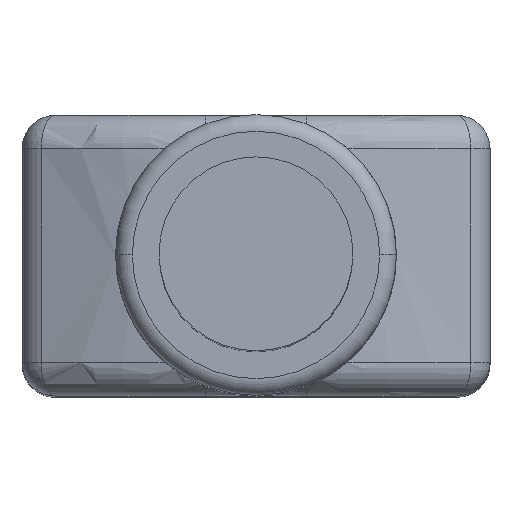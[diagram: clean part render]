
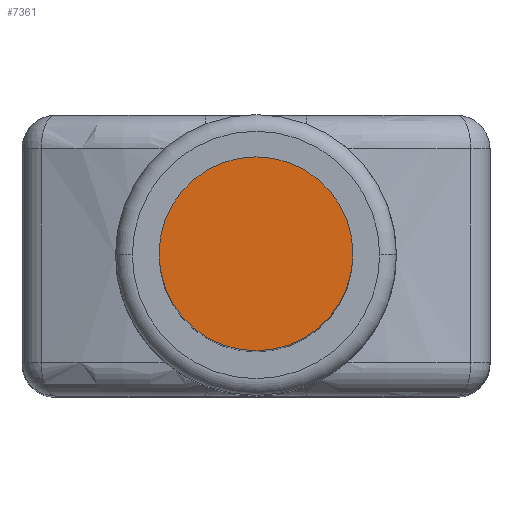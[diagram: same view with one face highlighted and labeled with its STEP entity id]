
A CAD part, top view. The second image highlights one B-rep face of the part: STEP entity #7361.
In plain terms, the highlighted planar face has unit normal (0, 0, 1).
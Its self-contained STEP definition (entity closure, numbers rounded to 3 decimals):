
#33 = CARTESIAN_POINT ( 'NONE',  ( -2.9, -4.2, 62.391 ) ) ;
#34 = CARTESIAN_POINT ( 'NONE',  ( 2.9, -4.2, 62.391 ) ) ;
#266 = AXIS2_PLACEMENT_3D ( 'NONE', #7140, #7141, #7142 ) ;
#715 = CIRCLE ( 'NONE', #744, 2.9 ) ;
#744 = AXIS2_PLACEMENT_3D ( 'NONE', #1058, #1059, #1060 ) ;
#1058 = CARTESIAN_POINT ( 'NONE',  ( 0., -4.2, 62.391 ) ) ;
#1059 = DIRECTION ( 'NONE',  ( 0., 0., 1. ) ) ;
#1060 = DIRECTION ( 'NONE',  ( 1., 0., 0. ) ) ;
#1822 = PLANE ( 'NONE',  #4173 ) ;
#1824 = CARTESIAN_POINT ( 'NONE',  ( 0., -4.2, 62.391 ) ) ;
#1828 = FACE_OUTER_BOUND ( 'NONE', #4565, .T. ) ;
#1830 = DIRECTION ( 'NONE',  ( 0., 0., 1. ) ) ;
#1831 = DIRECTION ( 'NONE',  ( 1., 0., 0. ) ) ;
#2317 = CIRCLE ( 'NONE', #266, 2.9 ) ;
#4173 = AXIS2_PLACEMENT_3D ( 'NONE', #1824, #1830, #1831 ) ;
#4565 = EDGE_LOOP ( 'NONE', ( #4637, #4622 ) ) ;
#4622 = ORIENTED_EDGE ( 'NONE', *, *, #6096, .T. ) ;
#4637 = ORIENTED_EDGE ( 'NONE', *, *, #7031, .T. ) ;
#6096 = EDGE_CURVE ( 'NONE', #6647, #6651, #2317, .T. ) ;
#6647 = VERTEX_POINT ( 'NONE', #34 ) ;
#6651 = VERTEX_POINT ( 'NONE', #33 ) ;
#7031 = EDGE_CURVE ( 'NONE', #6651, #6647, #715, .T. ) ;
#7140 = CARTESIAN_POINT ( 'NONE',  ( 0., -4.2, 62.391 ) ) ;
#7141 = DIRECTION ( 'NONE',  ( 0., 0., 1. ) ) ;
#7142 = DIRECTION ( 'NONE',  ( 1., 0., 0. ) ) ;
#7361 = ADVANCED_FACE ( 'NONE', ( #1828 ), #1822, .T. ) ;
